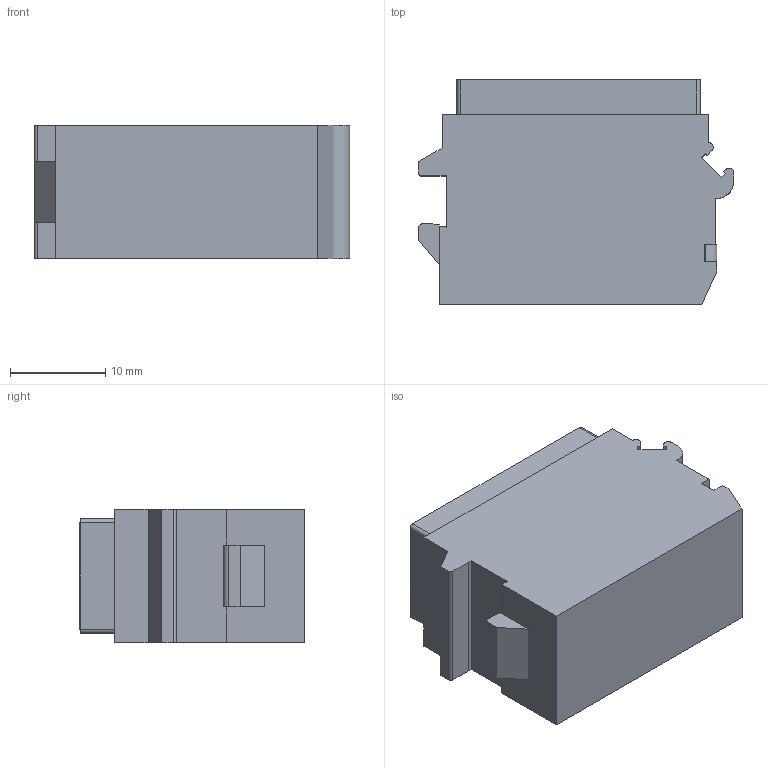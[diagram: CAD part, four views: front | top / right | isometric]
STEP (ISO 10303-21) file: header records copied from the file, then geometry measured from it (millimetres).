
FILE_DESCRIPTION((''),'2;1');
FILE_NAME('00177740204','2020-09-01T',('presta_be4'),(''),'CREO PARAMETRIC BY PTC INC, 2018360','CREO PARAMETRIC BY PTC INC, 2018360','');
FILE_SCHEMA(('CONFIG_CONTROL_DESIGN'));
Products named in the file (1): 00177740204
Bounding box: 33.15 x 23.65 x 14 mm (x, y, z)
Volume: 6148.4 mm3; surface area: 10597.6 mm2
Topology: 1 solids, 1 shells, 1618 faces, 4288 edges, 2705 vertices
Faces by surface type: plane 816, cylinder 282, torus 240, cone 184, bspline 80, sphere 16
Entity records: 59441 total; most frequent: CARTESIAN_POINT 19643, ORIENTED_EDGE 8544, DIRECTION 8275, EDGE_CURVE 4272, AXIS2_PLACEMENT_3D 3161, VERTEX_POINT 2705, VECTOR 1953, LINE 1953
